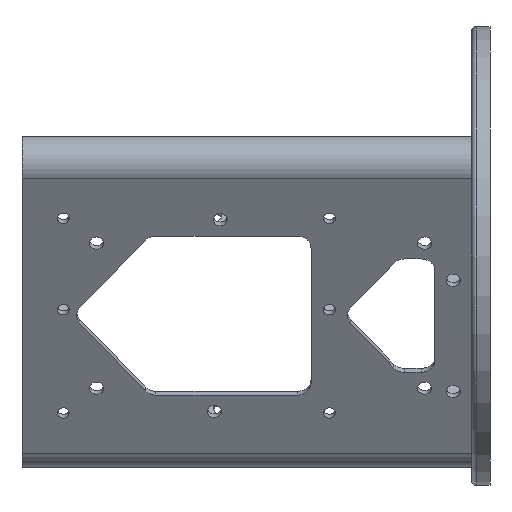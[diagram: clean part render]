
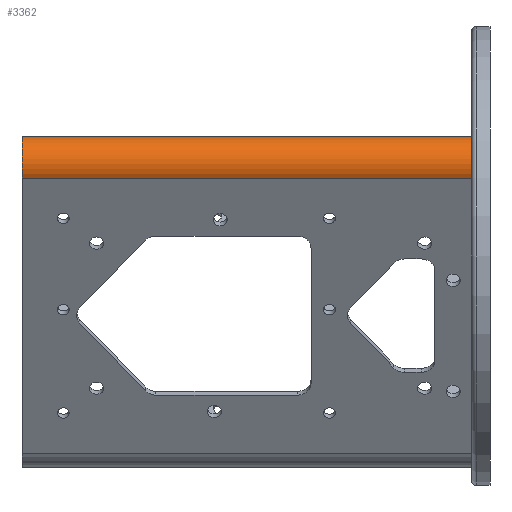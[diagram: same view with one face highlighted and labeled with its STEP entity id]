
A CAD part, left-side view. The second image highlights one B-rep face of the part: STEP entity #3362.
In plain terms, the highlighted cylindrical face has radius 6 mm (diameter 12 mm), a partial arc.
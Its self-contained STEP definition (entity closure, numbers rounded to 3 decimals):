
#212=LINE('',#5744,#422);
#213=LINE('',#5747,#423);
#422=VECTOR('',#4682,10.);
#423=VECTOR('',#4685,10.);
#554=CYLINDRICAL_SURFACE('',#3756,6.);
#936=FACE_OUTER_BOUND('',#1194,.T.);
#1194=EDGE_LOOP('',(#2891,#2892,#2893,#2894));
#1493=CIRCLE('',#3757,6.);
#1494=CIRCLE('',#3758,6.);
#1815=VERTEX_POINT('',#5740);
#1816=VERTEX_POINT('',#5741);
#1817=VERTEX_POINT('',#5743);
#1818=VERTEX_POINT('',#5745);
#2239=EDGE_CURVE('',#1815,#1816,#1493,.T.);
#2240=EDGE_CURVE('',#1815,#1817,#212,.T.);
#2241=EDGE_CURVE('',#1818,#1817,#1494,.T.);
#2242=EDGE_CURVE('',#1816,#1818,#213,.T.);
#2891=ORIENTED_EDGE('',*,*,#2239,.F.);
#2892=ORIENTED_EDGE('',*,*,#2240,.T.);
#2893=ORIENTED_EDGE('',*,*,#2241,.F.);
#2894=ORIENTED_EDGE('',*,*,#2242,.F.);
#3362=ADVANCED_FACE('',(#936),#554,.T.);
#3756=AXIS2_PLACEMENT_3D('',#5739,#4678,#4679);
#3757=AXIS2_PLACEMENT_3D('',#5742,#4680,#4681);
#3758=AXIS2_PLACEMENT_3D('',#5746,#4683,#4684);
#4678=DIRECTION('center_axis',(0.,1.,0.));
#4679=DIRECTION('ref_axis',(-0.866,0.,-0.5));
#4680=DIRECTION('center_axis',(0.,-1.,0.));
#4681=DIRECTION('ref_axis',(-0.866,0.,-0.5));
#4682=DIRECTION('',(0.,1.,0.));
#4683=DIRECTION('center_axis',(0.,1.,0.));
#4684=DIRECTION('ref_axis',(-0.866,0.,-0.5));
#4685=DIRECTION('',(0.,1.,0.));
#5739=CARTESIAN_POINT('Origin',(-34.641,2.,20.));
#5740=CARTESIAN_POINT('',(-34.641,2.,26.));
#5741=CARTESIAN_POINT('',(-39.837,2.,17.));
#5742=CARTESIAN_POINT('Origin',(-34.641,2.,20.));
#5743=CARTESIAN_POINT('',(-34.641,102.,26.));
#5744=CARTESIAN_POINT('',(-34.641,2.,26.));
#5745=CARTESIAN_POINT('',(-39.837,102.,17.));
#5746=CARTESIAN_POINT('Origin',(-34.641,102.,20.));
#5747=CARTESIAN_POINT('',(-39.837,2.,17.));
